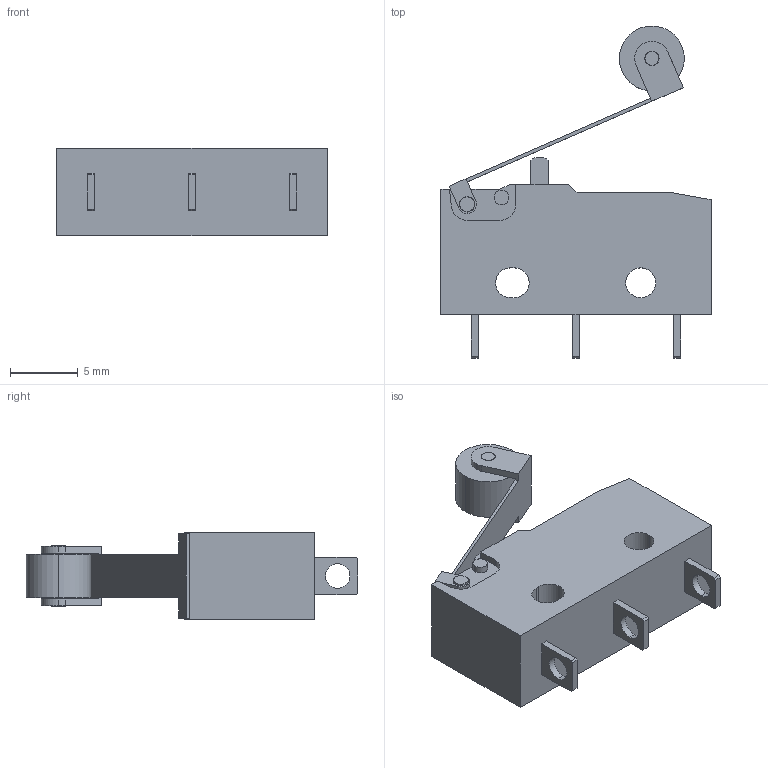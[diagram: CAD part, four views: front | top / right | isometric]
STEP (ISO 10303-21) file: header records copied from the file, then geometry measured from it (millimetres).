
FILE_DESCRIPTION (( 'STEP AP203' ), '1' );
FILE_NAME ('7658K16.step', '2012-07-20T12:45:00', ( 't2jrg' ), ( '' ), 'SwSTEP 2.0', 'SolidWorks 2009', '' );
FILE_SCHEMA (( 'CONFIG_CONTROL_DESIGN' ));
Length unit declared in the file: inch
Products named in the file (1): 7658K16
Bounding box: 19.99 x 24.56 x 6.5 mm (x, y, z)
Volume: 1231.6 mm3; surface area: 1210.3 mm2
Topology: 4 solids, 4 shells, 124 faces, 318 edges, 212 vertices
Faces by surface type: plane 78, cylinder 46
Entity records: 3883 total; most frequent: DIRECTION 660, CARTESIAN_POINT 655, ORIENTED_EDGE 636, EDGE_CURVE 318, VECTOR 226, LINE 226, AXIS2_PLACEMENT_3D 217, VERTEX_POINT 212
